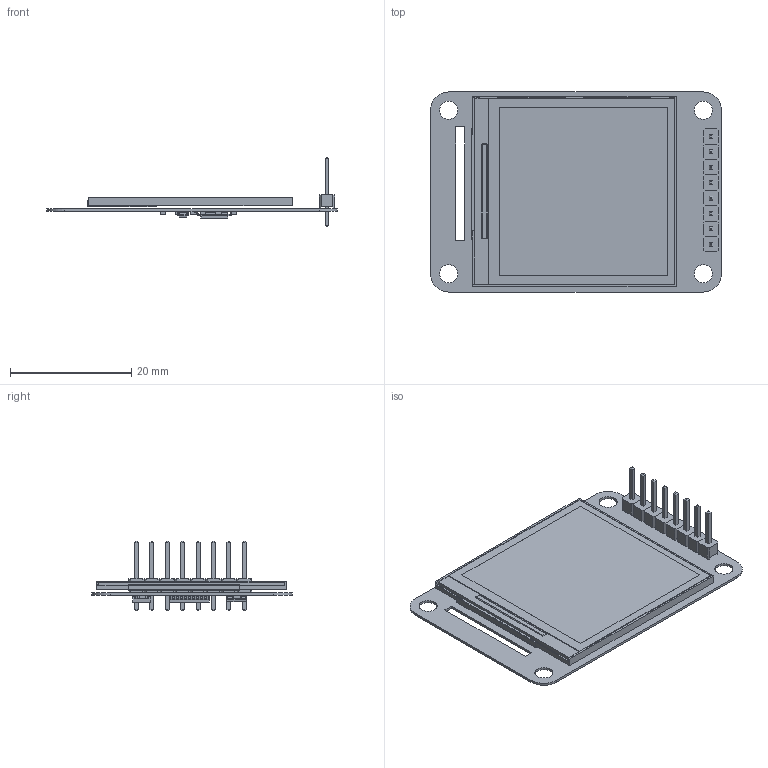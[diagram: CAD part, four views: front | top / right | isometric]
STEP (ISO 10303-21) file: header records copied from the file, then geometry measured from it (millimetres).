
FILE_DESCRIPTION(('Open CASCADE Model'),'2;1');
FILE_NAME('Open CASCADE Shape Model','2023-02-02T12:21:44',('Author'),( 'Open CASCADE'),'Open CASCADE STEP processor 7.5','Open CASCADE 7.5' ,'Unknown');
FILE_SCHEMA(('AUTOMOTIVE_DESIGN { 1 0 10303 214 1 1 1 1 }'));
Length unit declared in the file: millimetre
Products named in the file (24): PCB; Board; Open CASCADE STEP translator 7.5 2.1.1; LCD1; 1.54 TFT IPS - 12P - Flat Flush Mount; U2; CircuitWorks-SOT-23-5; U1; User Library-tssop-20-1; TR1; User Library-SOT95P240X110-3M[SOT23-3_TO-236AB]; R3; SW3DPS-RESISTOR 0603-DEFAULT; R2; R1; CN1; User Library-Header_Male_8Pin; PinArray; BodyArray; C5; C4; C3; C2; C1
Assembly tree (30 placements, depth 4):
  PCB
    Board
      Open CASCADE STEP translator 7.5 2.1.1
    LCD1
      1.54 TFT IPS - 12P - Flat Flush Mount
    U2
      CircuitWorks-SOT-23-5
    U1
      User Library-tssop-20-1
    TR1
      User Library-SOT95P240X110-3M[SOT23-3_TO-236AB]
    R3
      SW3DPS-RESISTOR 0603-DEFAULT
    R2
      SW3DPS-RESISTOR 0603-DEFAULT
    R1
      SW3DPS-RESISTOR 0603-DEFAULT
    CN1
      User Library-Header_Male_8Pin
        PinArray
        BodyArray
    C5
      SW3DPS-RESISTOR 0603-DEFAULT
    C4
      SW3DPS-RESISTOR 0603-DEFAULT
    C3
      SW3DPS-RESISTOR 0603-DEFAULT
    C2
      SW3DPS-RESISTOR 0603-DEFAULT
    C1
      SW3DPS-RESISTOR 0603-DEFAULT
Bounding box: 48 x 33 x 11.54 mm (x, y, z)
Volume: 2242.6 mm3; surface area: 6947.7 mm2
Topology: 29 solids, 49 shells, 1467 faces, 3706 edges, 2368 vertices
Faces by surface type: plane 1097, bspline 209, cylinder 141, sphere 20
Full cylindrical faces by diameter (mm): 1 x8, 3 x4
Entity records: 58710 total; most frequent: CARTESIAN_POINT 20415, ORIENTED_EDGE 6868, DIRECTION 5380, EDGE_CURVE 3434, LINE 2510, VECTOR 2510, VERTEX_POINT 2200, FACE_BOUND 1448
